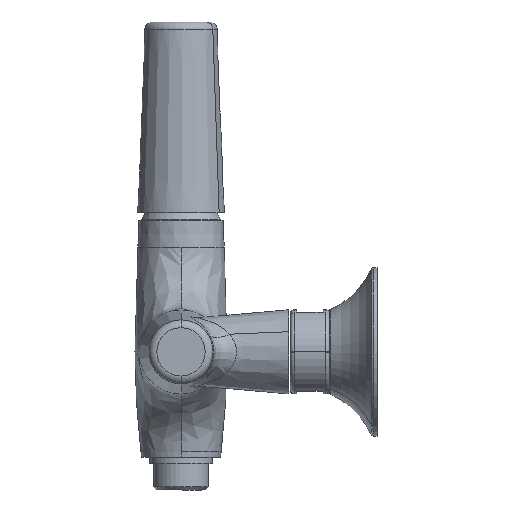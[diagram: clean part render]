
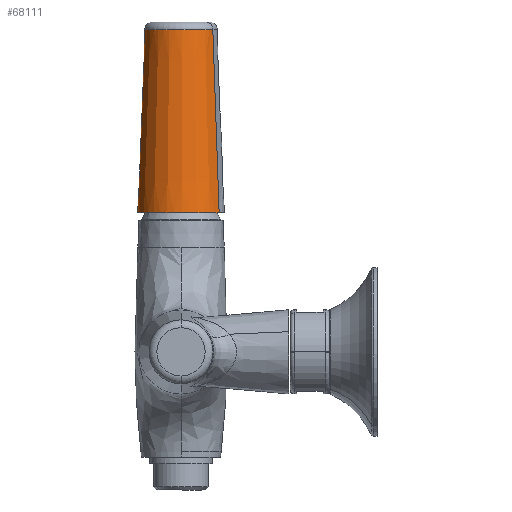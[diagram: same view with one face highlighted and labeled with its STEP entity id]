
A CAD part, left-side view. The second image highlights one B-rep face of the part: STEP entity #68111.
In plain terms, the highlighted conical face has half-angle 2.25 degrees and reference radius 13.652 mm.
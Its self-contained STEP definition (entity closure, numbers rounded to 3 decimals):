
#68042=CARTESIAN_POINT('Axis2P3D Location',(0.,0.,52.9)) ;
#68046=CARTESIAN_POINT('Vertex',(-7.911,-14.48,52.9)) ;
#68048=CARTESIAN_POINT('Vertex',(7.911,14.48,52.9)) ;
#68065=CARTESIAN_POINT('Axis2P3D Location',(0.,0.,125.4)) ;
#68070=CARTESIAN_POINT('Line Origine',(-7.255,-13.28,87.709)) ;
#68074=CARTESIAN_POINT('Vertex',(-6.599,-12.08,122.518)) ;
#68077=CARTESIAN_POINT('Line Origine',(7.255,13.28,87.709)) ;
#68081=CARTESIAN_POINT('Vertex',(6.599,12.08,122.518)) ;
#68100=CARTESIAN_POINT('Axis2P3D Location',(0.,0.,122.518)) ;
#68043=DIRECTION('Axis2P3D Direction',(0.,0.,-1.)) ;
#68066=DIRECTION('Axis2P3D Direction',(0.,0.,-1.)) ;
#68067=DIRECTION('Axis2P3D XDirection',(-0.479,-0.878,0.)) ;
#68071=DIRECTION('Vector Direction',(-0.019,-0.034,-0.999)) ;
#68078=DIRECTION('Vector Direction',(0.019,0.034,-0.999)) ;
#68101=DIRECTION('Axis2P3D Direction',(0.,0.,-1.)) ;
#68044=AXIS2_PLACEMENT_3D('Circle Axis2P3D',#68042,#68043,$) ;
#68068=AXIS2_PLACEMENT_3D('Cone Axis2P3D',#68065,#68066,#68067) ;
#68102=AXIS2_PLACEMENT_3D('Circle Axis2P3D',#68100,#68101,$) ;
#68106=ORIENTED_EDGE('',*,*,#68083,.F.) ;
#68107=ORIENTED_EDGE('',*,*,#68050,.F.) ;
#68108=ORIENTED_EDGE('',*,*,#68076,.T.) ;
#68109=ORIENTED_EDGE('',*,*,#68104,.T.) ;
#68072=VECTOR('Line Direction',#68071,1.) ;
#68079=VECTOR('Line Direction',#68078,1.) ;
#68111=ADVANCED_FACE('PartBody',(#68110),#68069,.T.) ;
#68045=CIRCLE('generated circle',#68044,16.5) ;
#68103=CIRCLE('generated circle',#68102,13.765) ;
#68069=CONICAL_SURFACE('Cone',#68068,13.651,0.039) ;
#68050=EDGE_CURVE('',#68047,#68049,#68045,.T.) ;
#68076=EDGE_CURVE('',#68047,#68075,#68073,.F.) ;
#68083=EDGE_CURVE('',#68049,#68082,#68080,.F.) ;
#68104=EDGE_CURVE('',#68075,#68082,#68103,.T.) ;
#68105=EDGE_LOOP('',(#68106,#68107,#68108,#68109)) ;
#68110=FACE_OUTER_BOUND('',#68105,.T.) ;
#68073=LINE('Line',#68070,#68072) ;
#68080=LINE('Line',#68077,#68079) ;
#68047=VERTEX_POINT('',#68046) ;
#68049=VERTEX_POINT('',#68048) ;
#68075=VERTEX_POINT('',#68074) ;
#68082=VERTEX_POINT('',#68081) ;
